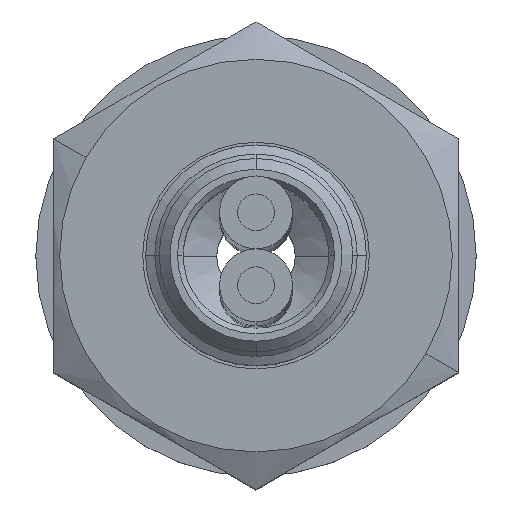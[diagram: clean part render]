
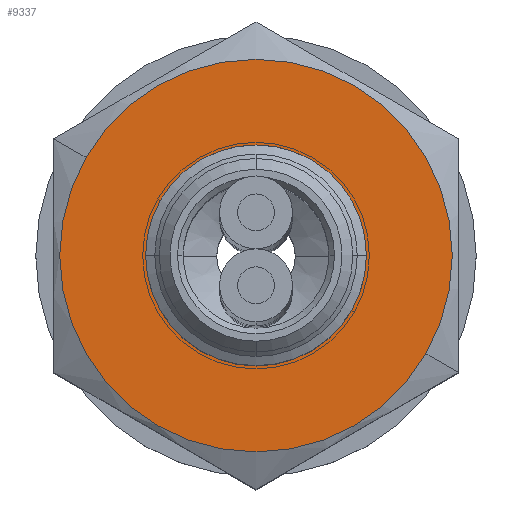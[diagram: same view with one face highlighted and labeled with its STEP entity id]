
A CAD part, top view. The second image highlights one B-rep face of the part: STEP entity #9337.
In plain terms, the highlighted face is planar.
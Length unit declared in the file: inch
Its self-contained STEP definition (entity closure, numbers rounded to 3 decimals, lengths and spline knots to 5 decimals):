
#8514=CARTESIAN_POINT('',(0.,0.09449,0.));
#8515=DIRECTION('',(0.,1.,0.));
#8516=DIRECTION('',(0.,0.,-1.));
#8517=AXIS2_PLACEMENT_3D('',#8514,#8515,#8516);
#8519=CARTESIAN_POINT('',(0.,0.09449,0.));
#8520=DIRECTION('',(0.,1.,0.));
#8521=DIRECTION('',(0.,0.,1.));
#8522=AXIS2_PLACEMENT_3D('',#8519,#8520,#8521);
#8528=CARTESIAN_POINT('',(0.,0.09449,0.));
#8529=DIRECTION('',(0.,-1.,0.));
#8530=DIRECTION('',(0.,0.,1.));
#8531=AXIS2_PLACEMENT_3D('',#8528,#8529,#8530);
#8551=CARTESIAN_POINT('',(0.,0.09449,0.));
#8552=DIRECTION('',(0.,-1.,0.));
#8553=DIRECTION('',(0.,0.,-1.));
#8554=AXIS2_PLACEMENT_3D('',#8551,#8552,#8553);
#9152=CARTESIAN_POINT('',(0.,0.09449,0.10501));
#9153=CARTESIAN_POINT('',(0.,0.09449,-0.10501));
#9154=VERTEX_POINT('',#9152);
#9155=VERTEX_POINT('',#9153);
#9176=CARTESIAN_POINT('',(0.,0.09449,0.05071));
#9177=CARTESIAN_POINT('',(0.,0.09449,-0.05071));
#9178=VERTEX_POINT('',#9176);
#9179=VERTEX_POINT('',#9177);
#9322=CARTESIAN_POINT('',(0.04921,0.09449,0.));
#9323=DIRECTION('',(0.,1.,0.));
#9324=DIRECTION('',(0.,0.,1.));
#9325=AXIS2_PLACEMENT_3D('',#9322,#9323,#9324);
#9326=PLANE('',#9325);
#9327=ORIENTED_EDGE('',*,*,#9309,.F.);
#9328=ORIENTED_EDGE('',*,*,#9299,.F.);
#9329=EDGE_LOOP('',(#9327,#9328));
#9330=FACE_OUTER_BOUND('',#9329,.F.);
#9332=ORIENTED_EDGE('',*,*,#9331,.F.);
#9334=ORIENTED_EDGE('',*,*,#9333,.F.);
#9335=EDGE_LOOP('',(#9332,#9334));
#9336=FACE_BOUND('',#9335,.F.);
#9337=ADVANCED_FACE('',(#9330,#9336),#9326,.T.);
#8518=CIRCLE('',#8517,0.10501);
#8523=CIRCLE('',#8522,0.10501);
#8532=CIRCLE('',#8531,0.05071);
#8555=CIRCLE('',#8554,0.05071);
#9299=EDGE_CURVE('',#9155,#9154,#8518,.T.);
#9309=EDGE_CURVE('',#9154,#9155,#8523,.T.);
#9331=EDGE_CURVE('',#9178,#9179,#8532,.T.);
#9333=EDGE_CURVE('',#9179,#9178,#8555,.T.);
